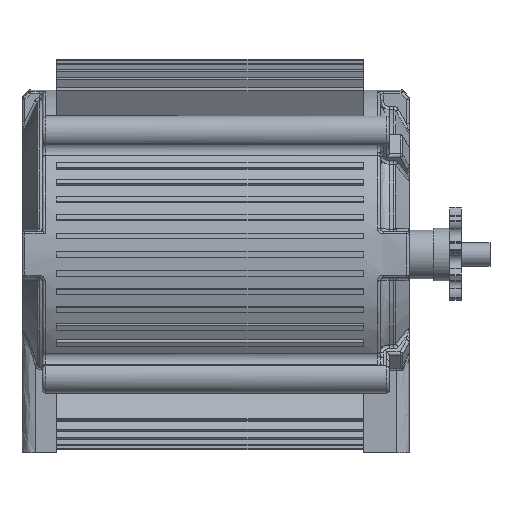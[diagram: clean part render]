
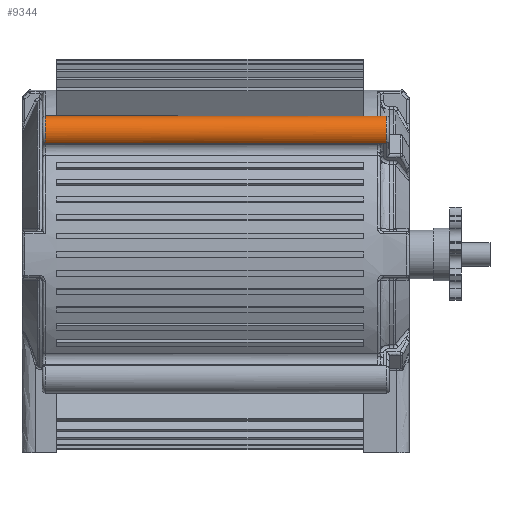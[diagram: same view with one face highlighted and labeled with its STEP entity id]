
A CAD part, left-side view. The second image highlights one B-rep face of the part: STEP entity #9344.
In plain terms, the highlighted free-form (B-spline) face has degree [2, 1] with [5, 2] control points.
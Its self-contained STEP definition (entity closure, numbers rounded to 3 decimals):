
#8992 = EDGE_CURVE('',#8993,#8995,#8997,.T.);
#8993 = VERTEX_POINT('',#8994);
#8994 = CARTESIAN_POINT('',(-57.954,157.662,
    48.221));
#8995 = VERTEX_POINT('',#8996);
#8996 = CARTESIAN_POINT('',(-57.954,10.01,
    48.221));
#8997 = B_SPLINE_CURVE_WITH_KNOTS('',1,(#8998,#8999),.UNSPECIFIED.,.F.,
  .F.,(2,2),(1.,119.),.PIECEWISE_BEZIER_KNOTS.);
#8998 = CARTESIAN_POINT('',(-57.954,157.662,
    48.221));
#8999 = CARTESIAN_POINT('',(-57.954,10.01,
    48.221));
#9180 = VERTEX_POINT('',#9181);
#9181 = CARTESIAN_POINT('',(-48.221,157.662,
    57.954));
#9186 = EDGE_CURVE('',#9180,#9187,#9189,.T.);
#9187 = VERTEX_POINT('',#9188);
#9188 = CARTESIAN_POINT('',(-48.221,10.01,
    57.954));
#9189 = B_SPLINE_CURVE_WITH_KNOTS('',1,(#9190,#9191),.UNSPECIFIED.,.F.,
  .F.,(2,2),(1.,119.),.PIECEWISE_BEZIER_KNOTS.);
#9190 = CARTESIAN_POINT('',(-48.221,157.662,
    57.954));
#9191 = CARTESIAN_POINT('',(-48.221,10.01,
    57.954));
#9344 = ADVANCED_FACE('',(#9345),#9365,.T.);
#9345 = FACE_BOUND('',#9346,.T.);
#9346 = EDGE_LOOP('',(#9347,#9348,#9356,#9357));
#9347 = ORIENTED_EDGE('',*,*,#9186,.F.);
#9348 = ORIENTED_EDGE('',*,*,#9349,.T.);
#9349 = EDGE_CURVE('',#9180,#8993,#9350,.T.);
#9350 = ( BOUNDED_CURVE() B_SPLINE_CURVE(2,(#9351,#9352,#9353,#9354,
#9355),.UNSPECIFIED.,.F.,.F.) B_SPLINE_CURVE_WITH_KNOTS((3,2,3),(
    2.356,3.927,5.498),
.PIECEWISE_BEZIER_KNOTS.) CURVE() GEOMETRIC_REPRESENTATION_ITEM() 
RATIONAL_B_SPLINE_CURVE((1.,0.707,1.,0.707,1.)) 
REPRESENTATION_ITEM('') );
#9351 = CARTESIAN_POINT('',(-48.221,157.662,
    57.954));
#9352 = CARTESIAN_POINT('',(-53.087,157.662,
    62.82));
#9353 = CARTESIAN_POINT('',(-57.954,157.662,
    57.954));
#9354 = CARTESIAN_POINT('',(-62.82,157.662,
    53.087));
#9355 = CARTESIAN_POINT('',(-57.954,157.662,
    48.221));
#9356 = ORIENTED_EDGE('',*,*,#8992,.T.);
#9357 = ORIENTED_EDGE('',*,*,#9358,.T.);
#9358 = EDGE_CURVE('',#8995,#9187,#9359,.T.);
#9359 = ( BOUNDED_CURVE() B_SPLINE_CURVE(2,(#9360,#9361,#9362,#9363,
#9364),.UNSPECIFIED.,.F.,.F.) B_SPLINE_CURVE_WITH_KNOTS((3,2,3),(
    0.785,2.356,3.927),
.PIECEWISE_BEZIER_KNOTS.) CURVE() GEOMETRIC_REPRESENTATION_ITEM() 
RATIONAL_B_SPLINE_CURVE((1.,0.707,1.,0.707,1.)) 
REPRESENTATION_ITEM('') );
#9360 = CARTESIAN_POINT('',(-57.954,10.01,
    48.221));
#9361 = CARTESIAN_POINT('',(-62.82,10.01,
    53.087));
#9362 = CARTESIAN_POINT('',(-57.954,10.01,
    57.954));
#9363 = CARTESIAN_POINT('',(-53.087,10.01,
    62.82));
#9364 = CARTESIAN_POINT('',(-48.221,10.01,
    57.954));
#9365 = ( BOUNDED_SURFACE() B_SPLINE_SURFACE(2,1,(
    (#9366,#9367)
    ,(#9368,#9369)
    ,(#9370,#9371)
    ,(#9372,#9373)
    ,(#9374,#9375
)),.UNSPECIFIED.,.F.,.F.,.F.) B_SPLINE_SURFACE_WITH_KNOTS((3,2,3),(2,2),
  (4.712,6.283,7.854),(1.,119.),
.PIECEWISE_BEZIER_KNOTS.) GEOMETRIC_REPRESENTATION_ITEM() 
RATIONAL_B_SPLINE_SURFACE((
    (1.,1.)
    ,(0.707,0.707)
    ,(1.,1.)
    ,(0.707,0.707)
,(1.,1.))) REPRESENTATION_ITEM('') SURFACE() );
#9366 = CARTESIAN_POINT('',(-48.221,157.662,
    57.954));
#9367 = CARTESIAN_POINT('',(-48.221,10.01,
    57.954));
#9368 = CARTESIAN_POINT('',(-53.087,157.662,
    62.82));
#9369 = CARTESIAN_POINT('',(-53.087,10.01,
    62.82));
#9370 = CARTESIAN_POINT('',(-57.954,157.662,
    57.954));
#9371 = CARTESIAN_POINT('',(-57.954,10.01,
    57.954));
#9372 = CARTESIAN_POINT('',(-62.82,157.662,
    53.087));
#9373 = CARTESIAN_POINT('',(-62.82,10.01,
    53.087));
#9374 = CARTESIAN_POINT('',(-57.954,157.662,
    48.221));
#9375 = CARTESIAN_POINT('',(-57.954,10.01,
    48.221));
